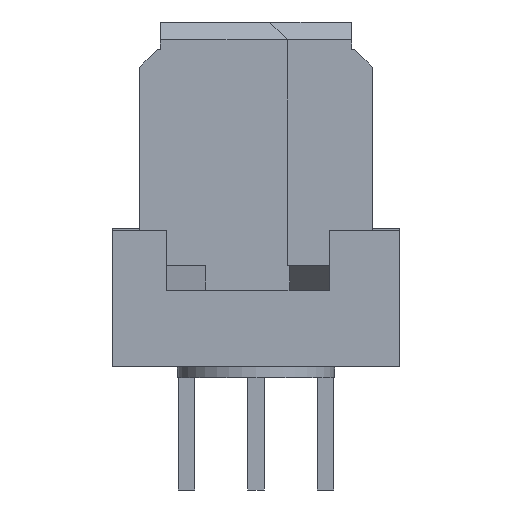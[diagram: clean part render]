
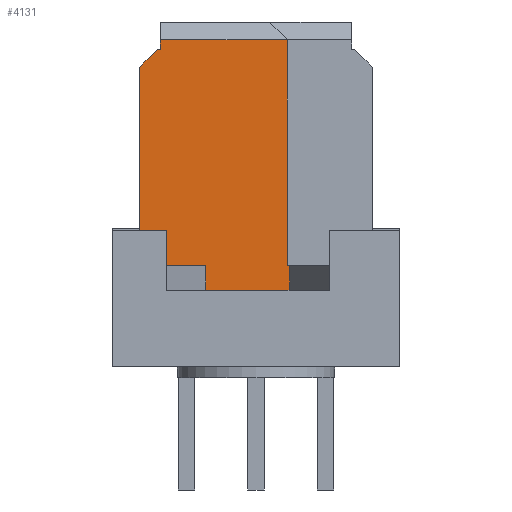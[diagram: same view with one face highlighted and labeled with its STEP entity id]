
A CAD part, front view. The second image highlights one B-rep face of the part: STEP entity #4131.
In plain terms, the highlighted planar face has unit normal (0, -1, 0).
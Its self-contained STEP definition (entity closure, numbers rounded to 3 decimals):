
#139=LINE($,#6017,#659);
#141=LINE($,#6021,#661);
#202=LINE($,#6189,#722);
#217=LINE($,#6216,#737);
#218=LINE($,#6218,#738);
#219=LINE($,#6221,#739);
#220=LINE($,#6223,#740);
#221=LINE($,#6224,#741);
#222=LINE($,#6226,#742);
#223=LINE($,#6228,#743);
#224=LINE($,#6229,#744);
#659=VECTOR($,#4890,0.9);
#661=VECTOR($,#4894,2.418);
#722=VECTOR($,#5043,8.25);
#737=VECTOR($,#5068,0.35);
#738=VECTOR($,#5071,4.64);
#739=VECTOR($,#5074,0.11);
#740=VECTOR($,#5075,0.919);
#741=VECTOR($,#5076,7.25);
#742=VECTOR($,#5077,3.063);
#743=VECTOR($,#5078,0.9);
#744=VECTOR($,#5079,0.082);
#1151=PLANE($,#4476);
#1461=FACE_OUTER_BOUND($,#1749,.T.);
#1749=EDGE_LOOP($,(#3241,#3242,#3243,#3244,#3245,#3246,#3247,#3248,#3249,
#3250,#3251));
#2066=VERTEX_POINT($,#6014);
#2067=VERTEX_POINT($,#6016);
#2068=VERTEX_POINT($,#6020);
#2130=VERTEX_POINT($,#6187);
#2131=VERTEX_POINT($,#6188);
#2137=VERTEX_POINT($,#6212);
#2138=VERTEX_POINT($,#6214);
#2139=VERTEX_POINT($,#6220);
#2140=VERTEX_POINT($,#6222);
#2141=VERTEX_POINT($,#6225);
#2142=VERTEX_POINT($,#6227);
#2475=EDGE_CURVE($,#2066,#2067,#139,.T.);
#2477=EDGE_CURVE($,#2067,#2068,#141,.T.);
#2554=EDGE_CURVE($,#2130,#2131,#202,.T.);
#2569=EDGE_CURVE($,#2138,#2137,#217,.T.);
#2570=EDGE_CURVE($,#2137,#2131,#218,.T.);
#2571=EDGE_CURVE($,#2139,#2138,#219,.T.);
#2572=EDGE_CURVE($,#2140,#2139,#220,.T.);
#2573=EDGE_CURVE($,#2068,#2140,#221,.T.);
#2574=EDGE_CURVE($,#2141,#2066,#222,.T.);
#2575=EDGE_CURVE($,#2142,#2141,#223,.T.);
#2576=EDGE_CURVE($,#2130,#2142,#224,.T.);
#3241=ORIENTED_EDGE($,*,*,#2569,.F.);
#3242=ORIENTED_EDGE($,*,*,#2571,.F.);
#3243=ORIENTED_EDGE($,*,*,#2572,.F.);
#3244=ORIENTED_EDGE($,*,*,#2573,.F.);
#3245=ORIENTED_EDGE($,*,*,#2477,.F.);
#3246=ORIENTED_EDGE($,*,*,#2475,.F.);
#3247=ORIENTED_EDGE($,*,*,#2574,.F.);
#3248=ORIENTED_EDGE($,*,*,#2575,.F.);
#3249=ORIENTED_EDGE($,*,*,#2576,.F.);
#3250=ORIENTED_EDGE($,*,*,#2554,.T.);
#3251=ORIENTED_EDGE($,*,*,#2570,.F.);
#4131=ADVANCED_FACE($,(#1461),#1151,.F.);
#4476=AXIS2_PLACEMENT_3D($,#6219,#5072,#5073);
#4890=DIRECTION($,(0.,0.,1.));
#4894=DIRECTION($,(-1.,0.,0.));
#5043=DIRECTION($,(0.,0.,1.));
#5068=DIRECTION($,(0.,0.,1.));
#5071=DIRECTION($,(1.,0.,0.));
#5072=DIRECTION('center_axis',(0.,1.,0.));
#5073=DIRECTION('ref_axis',(-1.,0.,0.));
#5074=DIRECTION($,(1.,0.,0.));
#5075=DIRECTION($,(0.707,0.,0.707));
#5076=DIRECTION($,(0.,0.,1.));
#5077=DIRECTION($,(-1.,0.,0.));
#5078=DIRECTION($,(0.,0.,-1.));
#5079=DIRECTION($,(1.,0.,0.));
#6014=CARTESIAN_POINT('',(-4.372,-81.87,2.8));
#6016=CARTESIAN_POINT('',(-4.372,-81.87,3.7));
#6017=CARTESIAN_POINT($,(-4.372,-81.87,2.8));
#6020=CARTESIAN_POINT('',(-6.79,-81.87,3.7));
#6021=CARTESIAN_POINT($,(-4.372,-81.87,3.7));
#6187=CARTESIAN_POINT('',(-1.39,-81.87,3.7));
#6188=CARTESIAN_POINT('',(-1.39,-81.87,11.95));
#6189=CARTESIAN_POINT($,(-1.39,-81.87,3.7));
#6212=CARTESIAN_POINT('',(-6.03,-81.87,11.95));
#6214=CARTESIAN_POINT('',(-6.03,-81.87,11.6));
#6216=CARTESIAN_POINT($,(-6.03,-81.87,11.6));
#6218=CARTESIAN_POINT($,(-6.03,-81.87,11.95));
#6219=CARTESIAN_POINT('Origin',(-4.049,-81.87,-0.1));
#6220=CARTESIAN_POINT('',(-6.14,-81.87,11.6));
#6221=CARTESIAN_POINT($,(-6.14,-81.87,11.6));
#6222=CARTESIAN_POINT('',(-6.79,-81.87,10.95));
#6223=CARTESIAN_POINT($,(-6.79,-81.87,10.95));
#6224=CARTESIAN_POINT($,(-6.79,-81.87,3.7));
#6225=CARTESIAN_POINT('',(-1.308,-81.87,2.8));
#6226=CARTESIAN_POINT($,(-1.308,-81.87,2.8));
#6227=CARTESIAN_POINT('',(-1.308,-81.87,3.7));
#6228=CARTESIAN_POINT($,(-1.308,-81.87,3.7));
#6229=CARTESIAN_POINT($,(-1.39,-81.87,3.7));
